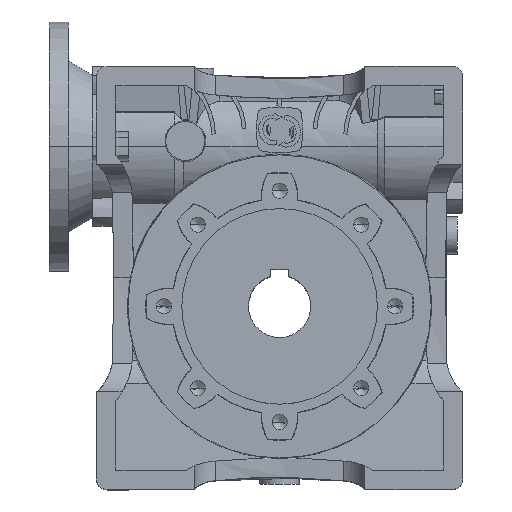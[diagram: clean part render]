
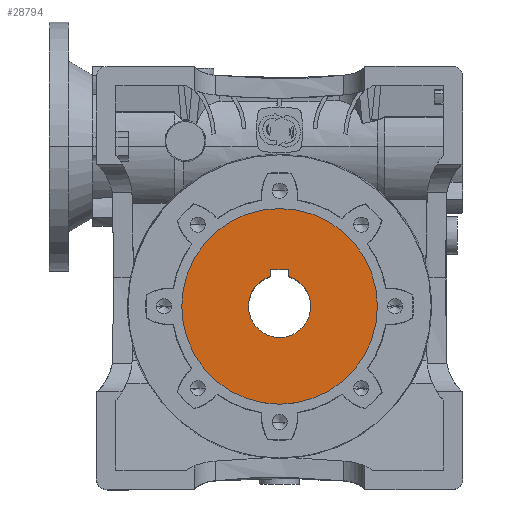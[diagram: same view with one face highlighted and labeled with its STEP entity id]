
A CAD part, top view. The second image highlights one B-rep face of the part: STEP entity #28794.
In plain terms, the highlighted planar face has unit normal (0, 0, 1).
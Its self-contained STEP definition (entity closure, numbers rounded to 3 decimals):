
#7692 = EDGE_CURVE ( 'NONE', #14947, #14949, #51696, .T. ) ;
#7911 = EDGE_CURVE ( 'NONE', #42040, #14957, #51911, .T. ) ;
#7912 = EDGE_CURVE ( 'NONE', #42241, #42040, #51913, .T. ) ;
#7913 = EDGE_CURVE ( 'NONE', #42048, #42241, #51908, .T. ) ;
#7914 = EDGE_CURVE ( 'NONE', #14961, #42048, #51914, .T. ) ;
#7915 = EDGE_CURVE ( 'NONE', #14949, #14947, #51916, .T. ) ;
#14947 = VERTEX_POINT ( 'NONE', #48381 ) ;
#14949 = VERTEX_POINT ( 'NONE', #48383 ) ;
#14957 = VERTEX_POINT ( 'NONE', #48390 ) ;
#14959 = VERTEX_POINT ( 'NONE', #48392 ) ;
#14961 = VERTEX_POINT ( 'NONE', #48394 ) ;
#15706 = FACE_BOUND ( 'NONE', #32849, .T. ) ;
#15708 = FACE_OUTER_BOUND ( 'NONE', #32858, .T. ) ;
#17735 = AXIS2_PLACEMENT_3D ( 'NONE', #20432, #20431, #20436 ) ;
#18290 = AXIS2_PLACEMENT_3D ( 'NONE', #30574, #30576, #30578 ) ;
#18297 = AXIS2_PLACEMENT_3D ( 'NONE', #30594, #30596, #30598 ) ;
#20431 = DIRECTION ( 'NONE',  ( 0., 0., -1. ) ) ;
#20432 = CARTESIAN_POINT ( 'NONE',  ( 0., 17.5, 70. ) ) ;
#20434 = PLANE ( 'NONE',  #17735 ) ;
#20436 = DIRECTION ( 'NONE',  ( -1., 0., 0. ) ) ;
#25247 = CIRCLE ( 'NONE', #18290, 17.5 ) ;
#25256 = CIRCLE ( 'NONE', #18297, 17.5 ) ;
#28794 = ADVANCED_FACE ( 'NONE', ( #15706, #15708 ), #20434, .F. ) ;
#30574 = CARTESIAN_POINT ( 'NONE',  ( 0., 0., 70. ) ) ;
#30576 = DIRECTION ( 'NONE',  ( 0., 0., 1. ) ) ;
#30578 = DIRECTION ( 'NONE',  ( 1., 0., 0. ) ) ;
#30594 = CARTESIAN_POINT ( 'NONE',  ( 0., 0., 70. ) ) ;
#30596 = DIRECTION ( 'NONE',  ( 0., 0., 1. ) ) ;
#30598 = DIRECTION ( 'NONE',  ( 1., 0., 0. ) ) ;
#30751 = EDGE_CURVE ( 'NONE', #14957, #14959, #25247, .T. ) ;
#30758 = EDGE_CURVE ( 'NONE', #14959, #14961, #25256, .T. ) ;
#32253 = AXIS2_PLACEMENT_3D ( 'NONE', #52663, #52664, #52665 ) ;
#32354 = AXIS2_PLACEMENT_3D ( 'NONE', #54600, #54601, #54602 ) ;
#32355 = AXIS2_PLACEMENT_3D ( 'NONE', #54607, #54608, #54609 ) ;
#32849 = EDGE_LOOP ( 'NONE', ( #43426, #43427, #43428, #43429, #43430, #43431 ) ) ;
#32858 = EDGE_LOOP ( 'NONE', ( #43432, #43433 ) ) ;
#37684 = CARTESIAN_POINT ( 'NONE',  ( -5., 16.771, 70. ) ) ;
#37693 = CARTESIAN_POINT ( 'NONE',  ( 5., 20.8, 70. ) ) ;
#37851 = CARTESIAN_POINT ( 'NONE',  ( -5., 20.8, 70. ) ) ;
#42040 = VERTEX_POINT ( 'NONE', #37684 ) ;
#42048 = VERTEX_POINT ( 'NONE', #37693 ) ;
#42241 = VERTEX_POINT ( 'NONE', #37851 ) ;
#43426 = ORIENTED_EDGE ( 'NONE', *, *, #7911, .F. ) ;
#43427 = ORIENTED_EDGE ( 'NONE', *, *, #7912, .F. ) ;
#43428 = ORIENTED_EDGE ( 'NONE', *, *, #7913, .F. ) ;
#43429 = ORIENTED_EDGE ( 'NONE', *, *, #7914, .F. ) ;
#43430 = ORIENTED_EDGE ( 'NONE', *, *, #30758, .F. ) ;
#43431 = ORIENTED_EDGE ( 'NONE', *, *, #30751, .F. ) ;
#43432 = ORIENTED_EDGE ( 'NONE', *, *, #7692, .T. ) ;
#43433 = ORIENTED_EDGE ( 'NONE', *, *, #7915, .T. ) ;
#48381 = CARTESIAN_POINT ( 'NONE',  ( 55., 0., 70. ) ) ;
#48383 = CARTESIAN_POINT ( 'NONE',  ( -55., 0., 70. ) ) ;
#48390 = CARTESIAN_POINT ( 'NONE',  ( -17.5, 0., 70. ) ) ;
#48392 = CARTESIAN_POINT ( 'NONE',  ( 17.5, 0., 70. ) ) ;
#48394 = CARTESIAN_POINT ( 'NONE',  ( 5., 16.771, 70. ) ) ;
#51696 = CIRCLE ( 'NONE', #32253, 55. ) ;
#51908 = LINE ( 'NONE', #54599, #51917 ) ;
#51911 = CIRCLE ( 'NONE', #32354, 17.5 ) ;
#51913 = LINE ( 'NONE', #54597, #51915 ) ;
#51914 = LINE ( 'NONE', #54598, #51919 ) ;
#51915 = VECTOR ( 'NONE', #54593, 1000. ) ;
#51916 = CIRCLE ( 'NONE', #32355, 55. ) ;
#51917 = VECTOR ( 'NONE', #54603, 1000. ) ;
#51919 = VECTOR ( 'NONE', #54604, 1000. ) ;
#52663 = CARTESIAN_POINT ( 'NONE',  ( 0., 0., 70. ) ) ;
#52664 = DIRECTION ( 'NONE',  ( 0., 0., 1. ) ) ;
#52665 = DIRECTION ( 'NONE',  ( 1., 0., 0. ) ) ;
#54593 = DIRECTION ( 'NONE',  ( 0., -1., 0. ) ) ;
#54597 = CARTESIAN_POINT ( 'NONE',  ( -5., 20.8, 70. ) ) ;
#54598 = CARTESIAN_POINT ( 'NONE',  ( 5., 20.8, 70. ) ) ;
#54599 = CARTESIAN_POINT ( 'NONE',  ( -5., 20.8, 70. ) ) ;
#54600 = CARTESIAN_POINT ( 'NONE',  ( 0., 0., 70. ) ) ;
#54601 = DIRECTION ( 'NONE',  ( 0., 0., 1. ) ) ;
#54602 = DIRECTION ( 'NONE',  ( 1., 0., 0. ) ) ;
#54603 = DIRECTION ( 'NONE',  ( -1., 0., 0. ) ) ;
#54604 = DIRECTION ( 'NONE',  ( 0., 1., 0. ) ) ;
#54607 = CARTESIAN_POINT ( 'NONE',  ( 0., 0., 70. ) ) ;
#54608 = DIRECTION ( 'NONE',  ( 0., 0., 1. ) ) ;
#54609 = DIRECTION ( 'NONE',  ( 1., 0., 0. ) ) ;
